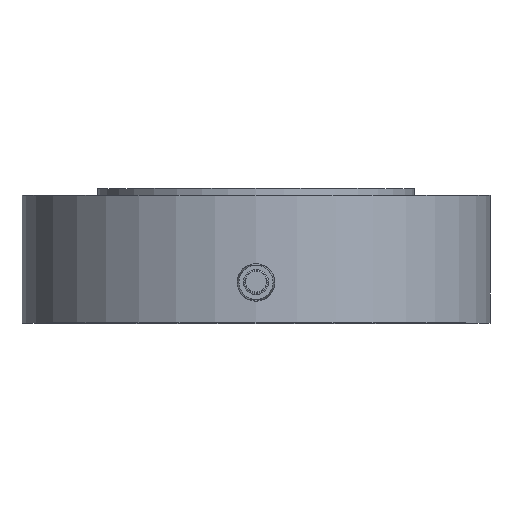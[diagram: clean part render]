
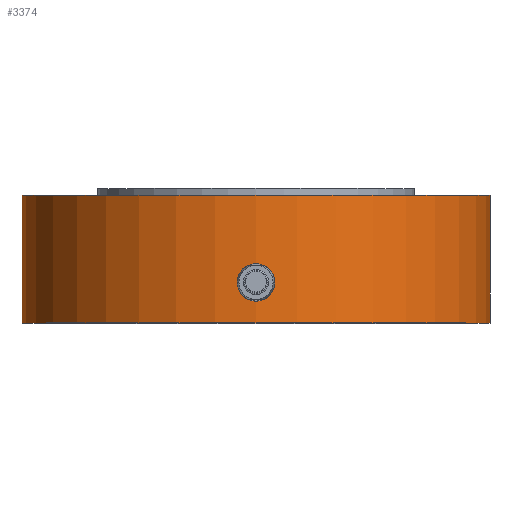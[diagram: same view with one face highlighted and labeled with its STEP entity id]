
A CAD part, top view. The second image highlights one B-rep face of the part: STEP entity #3374.
In plain terms, the highlighted cylindrical face has radius 44.196 mm (diameter 88.392 mm), a full revolution.
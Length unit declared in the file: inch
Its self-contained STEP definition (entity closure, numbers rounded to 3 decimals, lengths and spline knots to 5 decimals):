
#317=LINE('',#5685,#395);
#395=VECTOR('',#4325,1.74);
#473=CYLINDRICAL_SURFACE('',#3653,1.74);
#544=FACE_OUTER_BOUND('',#733,.T.);
#733=EDGE_LOOP('',(#2297,#2298,#2299,#2300,#2301,#2302));
#929=CIRCLE('',#3651,1.74);
#930=CIRCLE('',#3652,1.74);
#931=CIRCLE('',#3654,1.74);
#932=CIRCLE('',#3655,1.74);
#1383=VERTEX_POINT('',#5676);
#1384=VERTEX_POINT('',#5677);
#1385=VERTEX_POINT('',#5681);
#1386=VERTEX_POINT('',#5682);
#1747=EDGE_CURVE('',#1383,#1384,#929,.T.);
#1748=EDGE_CURVE('',#1384,#1383,#930,.T.);
#1749=EDGE_CURVE('',#1385,#1386,#931,.T.);
#1750=EDGE_CURVE('',#1386,#1385,#932,.T.);
#1751=EDGE_CURVE('',#1386,#1384,#317,.T.);
#2297=ORIENTED_EDGE('',*,*,#1749,.F.);
#2298=ORIENTED_EDGE('',*,*,#1750,.F.);
#2299=ORIENTED_EDGE('',*,*,#1751,.T.);
#2300=ORIENTED_EDGE('',*,*,#1748,.T.);
#2301=ORIENTED_EDGE('',*,*,#1747,.T.);
#2302=ORIENTED_EDGE('',*,*,#1751,.F.);
#3374=ADVANCED_FACE('',(#544),#473,.T.);
#3651=AXIS2_PLACEMENT_3D('',#5678,#4315,#4316);
#3652=AXIS2_PLACEMENT_3D('',#5679,#4317,#4318);
#3653=AXIS2_PLACEMENT_3D('',#5680,#4319,#4320);
#3654=AXIS2_PLACEMENT_3D('',#5683,#4321,#4322);
#3655=AXIS2_PLACEMENT_3D('',#5684,#4323,#4324);
#4315=DIRECTION('center_axis',(0.,-1.,0.));
#4316=DIRECTION('ref_axis',(1.,0.,0.));
#4317=DIRECTION('center_axis',(0.,-1.,0.));
#4318=DIRECTION('ref_axis',(1.,0.,0.));
#4319=DIRECTION('center_axis',(0.,-1.,0.));
#4320=DIRECTION('ref_axis',(1.,0.,0.));
#4321=DIRECTION('center_axis',(0.,-1.,0.));
#4322=DIRECTION('ref_axis',(1.,0.,0.));
#4323=DIRECTION('center_axis',(0.,-1.,0.));
#4324=DIRECTION('ref_axis',(1.,0.,0.));
#4325=DIRECTION('',(0.,1.,0.));
#5676=CARTESIAN_POINT('',(1.74,0.95,0.));
#5677=CARTESIAN_POINT('',(-1.74,0.95,0.));
#5678=CARTESIAN_POINT('Origin',(0.,0.95,0.));
#5679=CARTESIAN_POINT('Origin',(0.,0.95,0.));
#5680=CARTESIAN_POINT('Origin',(0.,0.475,0.));
#5681=CARTESIAN_POINT('',(1.74,0.,0.));
#5682=CARTESIAN_POINT('',(-1.74,0.,0.));
#5683=CARTESIAN_POINT('Origin',(0.,0.,0.));
#5684=CARTESIAN_POINT('Origin',(0.,0.,0.));
#5685=CARTESIAN_POINT('',(-1.74,0.475,0.));
